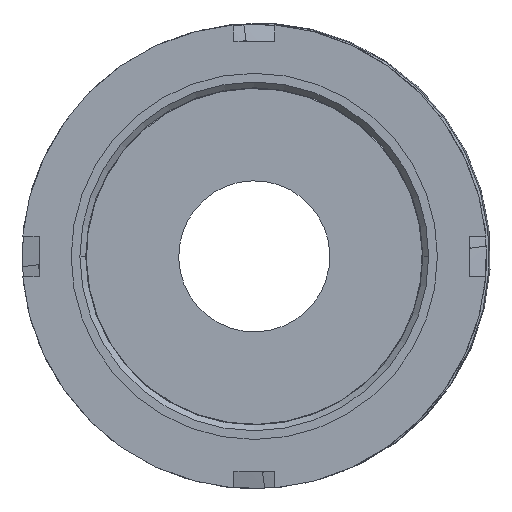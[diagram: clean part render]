
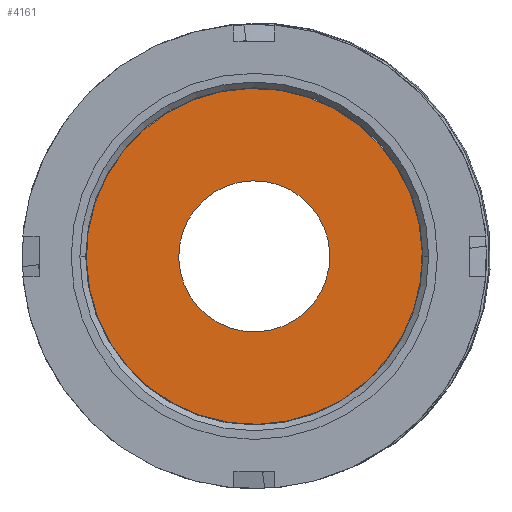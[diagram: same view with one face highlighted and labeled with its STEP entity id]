
A CAD part, front view. The second image highlights one B-rep face of the part: STEP entity #4161.
In plain terms, the highlighted planar face has unit normal (0, -1, 0).
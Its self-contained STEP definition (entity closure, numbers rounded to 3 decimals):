
#113 = DIRECTION ( 'NONE',  ( 0., 1., 0. ) ) ;
#125 = AXIS2_PLACEMENT_3D ( 'NONE', #1773, #113, #4080 ) ;
#175 = DIRECTION ( 'NONE',  ( -1., 0., 0. ) ) ;
#243 = DIRECTION ( 'NONE',  ( 0., 1., 0. ) ) ;
#363 = FACE_BOUND ( 'NONE', #902, .T. ) ;
#489 = DIRECTION ( 'NONE',  ( 0., 1., 0. ) ) ;
#506 = DIRECTION ( 'NONE',  ( -1., 0., 0. ) ) ;
#606 = DIRECTION ( 'NONE',  ( 0., 1., 0. ) ) ;
#688 = DIRECTION ( 'NONE',  ( -1., 0., 0. ) ) ;
#756 = AXIS2_PLACEMENT_3D ( 'NONE', #1534, #243, #506 ) ;
#789 = CARTESIAN_POINT ( 'NONE',  ( -28.9, 21.868, 0. ) ) ;
#902 = EDGE_LOOP ( 'NONE', ( #3024, #1384 ) ) ;
#1155 = CARTESIAN_POINT ( 'NONE',  ( 0., 21.868, 0. ) ) ;
#1181 = FACE_OUTER_BOUND ( 'NONE', #2631, .T. ) ;
#1204 = VERTEX_POINT ( 'NONE', #1538 ) ;
#1305 = VERTEX_POINT ( 'NONE', #789 ) ;
#1371 = ORIENTED_EDGE ( 'NONE', *, *, #2638, .F. ) ;
#1384 = ORIENTED_EDGE ( 'NONE', *, *, #3556, .T. ) ;
#1534 = CARTESIAN_POINT ( 'NONE',  ( 0., 21.868, 0. ) ) ;
#1538 = CARTESIAN_POINT ( 'NONE',  ( 28.9, 21.868, 0. ) ) ;
#1577 = CIRCLE ( 'NONE', #2929, 13. ) ;
#1701 = AXIS2_PLACEMENT_3D ( 'NONE', #3247, #606, #688 ) ;
#1773 = CARTESIAN_POINT ( 'NONE',  ( 13., 21.868, 0. ) ) ;
#1949 = EDGE_CURVE ( 'NONE', #2432, #3592, #1577, .T. ) ;
#1961 = AXIS2_PLACEMENT_3D ( 'NONE', #3459, #2806, #3141 ) ;
#2065 = CIRCLE ( 'NONE', #1961, 13. ) ;
#2283 = ORIENTED_EDGE ( 'NONE', *, *, #4212, .F. ) ;
#2432 = VERTEX_POINT ( 'NONE', #2762 ) ;
#2433 = PLANE ( 'NONE',  #125 ) ;
#2631 = EDGE_LOOP ( 'NONE', ( #2283, #1371 ) ) ;
#2638 = EDGE_CURVE ( 'NONE', #1204, #1305, #3475, .T. ) ;
#2762 = CARTESIAN_POINT ( 'NONE',  ( -13., 21.868, 0. ) ) ;
#2806 = DIRECTION ( 'NONE',  ( 0., 1., 0. ) ) ;
#2929 = AXIS2_PLACEMENT_3D ( 'NONE', #1155, #489, #175 ) ;
#3024 = ORIENTED_EDGE ( 'NONE', *, *, #1949, .T. ) ;
#3141 = DIRECTION ( 'NONE',  ( -1., 0., 0. ) ) ;
#3158 = CARTESIAN_POINT ( 'NONE',  ( 13., 21.868, 0. ) ) ;
#3247 = CARTESIAN_POINT ( 'NONE',  ( 0., 21.868, 0. ) ) ;
#3249 = CIRCLE ( 'NONE', #756, 28.9 ) ;
#3459 = CARTESIAN_POINT ( 'NONE',  ( 0., 21.868, 0. ) ) ;
#3475 = CIRCLE ( 'NONE', #1701, 28.9 ) ;
#3556 = EDGE_CURVE ( 'NONE', #3592, #2432, #2065, .T. ) ;
#3592 = VERTEX_POINT ( 'NONE', #3158 ) ;
#4080 = DIRECTION ( 'NONE',  ( -1., 0., 0. ) ) ;
#4161 = ADVANCED_FACE ( 'NONE', ( #1181, #363 ), #2433, .F. ) ;
#4212 = EDGE_CURVE ( 'NONE', #1305, #1204, #3249, .T. ) ;
